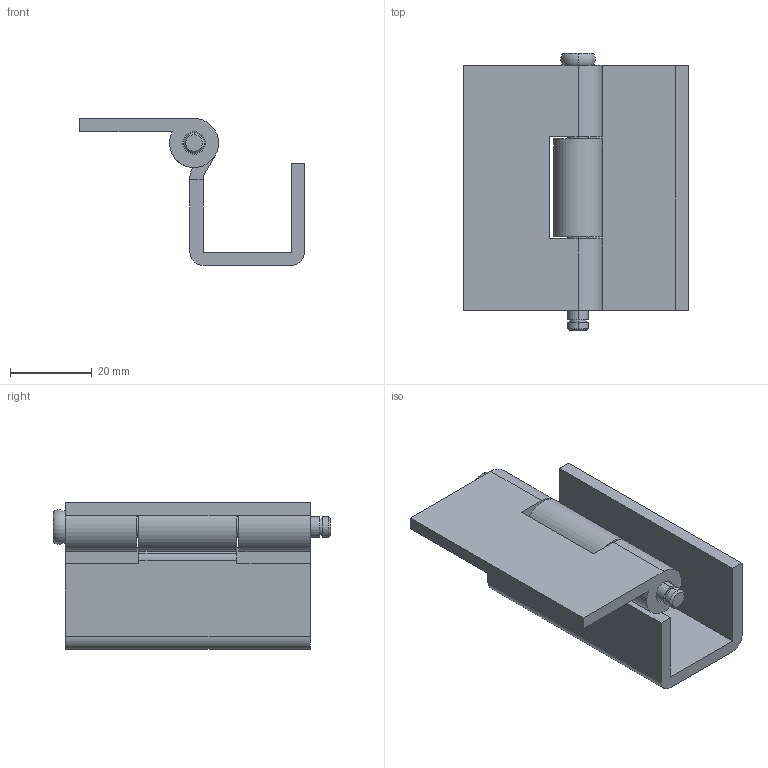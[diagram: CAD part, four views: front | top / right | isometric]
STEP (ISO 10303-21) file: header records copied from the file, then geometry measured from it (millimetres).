
FILE_DESCRIPTION (( 'STEP AP203' ), '1' );
FILE_NAME ('B-531.STEP', '2008-12-26T07:06:13', ( ' ' ), ( ' ' ), 'SwSTEP 2.0', 'SolidWorks 2007', '' );
FILE_SCHEMA (( 'CONFIG_CONTROL_DESIGN' ));
Length unit declared in the file: millimetre
Products named in the file (4): B-531僸儞僕B__棉太倌; B-531僸儞僕A__棉太倌; B-531; B-531僺儞__棉太倌
Assembly tree (3 placements, depth 2):
  B-531
    B-531僸儞僕B__棉太倌
    B-531僸儞僕A__棉太倌
    B-531僺儞__棉太倌
Bounding box: 55 x 68 x 36 mm (x, y, z)
Volume: 24051 mm3; surface area: 16821.9 mm2
Topology: 3 solids, 3 shells, 52 faces, 127 edges, 84 vertices
Faces by surface type: plane 28, cylinder 20, cone 2, torus 2
Entity records: 1969 total; most frequent: DIRECTION 291, CARTESIAN_POINT 269, ORIENTED_EDGE 254, EDGE_CURVE 127, AXIS2_PLACEMENT_3D 106, VERTEX_POINT 84, VECTOR 79, LINE 79
